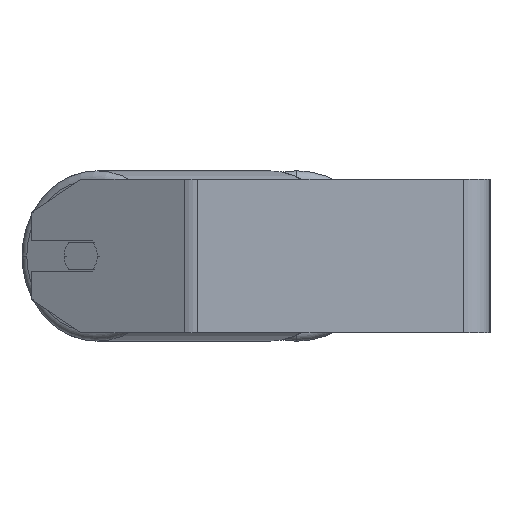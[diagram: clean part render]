
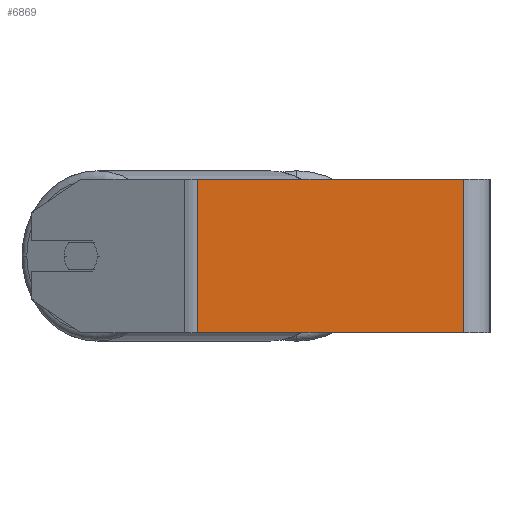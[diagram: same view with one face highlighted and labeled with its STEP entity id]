
A CAD part, left-side view. The second image highlights one B-rep face of the part: STEP entity #6869.
In plain terms, the highlighted planar face has unit normal (-1, 0, 0).
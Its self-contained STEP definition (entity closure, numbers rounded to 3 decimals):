
#353 = VECTOR ( 'NONE', #6943, 1000. ) ;
#409 = EDGE_CURVE ( 'NONE', #4480, #3139, #3851, .T. ) ;
#450 = CARTESIAN_POINT ( 'NONE',  ( -340., 14., 40. ) ) ;
#743 = DIRECTION ( 'NONE',  ( 0., -1., 0. ) ) ;
#901 = EDGE_LOOP ( 'NONE', ( #7263, #2983, #5020, #5910 ) ) ;
#1029 = CARTESIAN_POINT ( 'NONE',  ( -340., 156.36, 40. ) ) ;
#1333 = AXIS2_PLACEMENT_3D ( 'NONE', #4433, #6234, #7678 ) ;
#2533 = CARTESIAN_POINT ( 'NONE',  ( -340., 14., 40. ) ) ;
#2575 = DIRECTION ( 'NONE',  ( 0., 0., -1. ) ) ;
#2983 = ORIENTED_EDGE ( 'NONE', *, *, #409, .F. ) ;
#3041 = CARTESIAN_POINT ( 'NONE',  ( -340., 14., -40. ) ) ;
#3054 = VERTEX_POINT ( 'NONE', #5760 ) ;
#3078 = FACE_OUTER_BOUND ( 'NONE', #901, .T. ) ;
#3139 = VERTEX_POINT ( 'NONE', #3041 ) ;
#3197 = CARTESIAN_POINT ( 'NONE',  ( -340., 152.609, -40. ) ) ;
#3413 = EDGE_CURVE ( 'NONE', #5851, #3139, #6695, .T. ) ;
#3851 = LINE ( 'NONE', #450, #5485 ) ;
#3966 = EDGE_CURVE ( 'NONE', #3054, #5851, #7583, .T. ) ;
#4337 = CARTESIAN_POINT ( 'NONE',  ( -340., 152.609, 40. ) ) ;
#4433 = CARTESIAN_POINT ( 'NONE',  ( -340., 156.36, 40. ) ) ;
#4480 = VERTEX_POINT ( 'NONE', #2533 ) ;
#4584 = EDGE_CURVE ( 'NONE', #3054, #4480, #6579, .T. ) ;
#5020 = ORIENTED_EDGE ( 'NONE', *, *, #4584, .F. ) ;
#5041 = PLANE ( 'NONE',  #1333 ) ;
#5485 = VECTOR ( 'NONE', #2575, 1000. ) ;
#5760 = CARTESIAN_POINT ( 'NONE',  ( -340., 152.609, 40. ) ) ;
#5851 = VERTEX_POINT ( 'NONE', #3197 ) ;
#5910 = ORIENTED_EDGE ( 'NONE', *, *, #3966, .T. ) ;
#6234 = DIRECTION ( 'NONE',  ( 1., 0., 0. ) ) ;
#6579 = LINE ( 'NONE', #1029, #7302 ) ;
#6695 = LINE ( 'NONE', #8047, #7136 ) ;
#6785 = DIRECTION ( 'NONE',  ( 0., -1., 0. ) ) ;
#6869 = ADVANCED_FACE ( 'NONE', ( #3078 ), #5041, .F. ) ;
#6943 = DIRECTION ( 'NONE',  ( 0., 0., -1. ) ) ;
#7136 = VECTOR ( 'NONE', #6785, 1000. ) ;
#7263 = ORIENTED_EDGE ( 'NONE', *, *, #3413, .T. ) ;
#7302 = VECTOR ( 'NONE', #743, 1000. ) ;
#7583 = LINE ( 'NONE', #4337, #353 ) ;
#7678 = DIRECTION ( 'NONE',  ( 0., 0., -1. ) ) ;
#8047 = CARTESIAN_POINT ( 'NONE',  ( -340., 156.36, -40. ) ) ;
